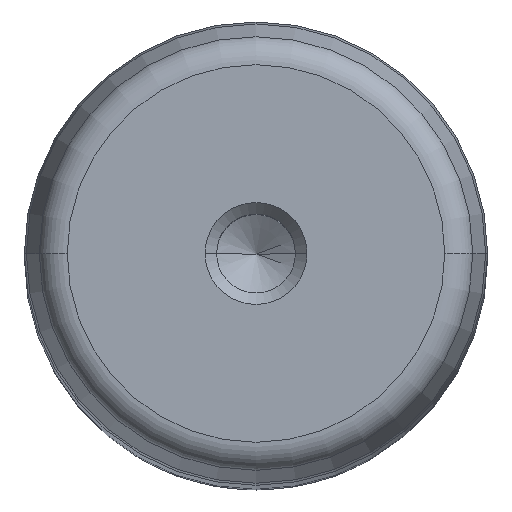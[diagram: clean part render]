
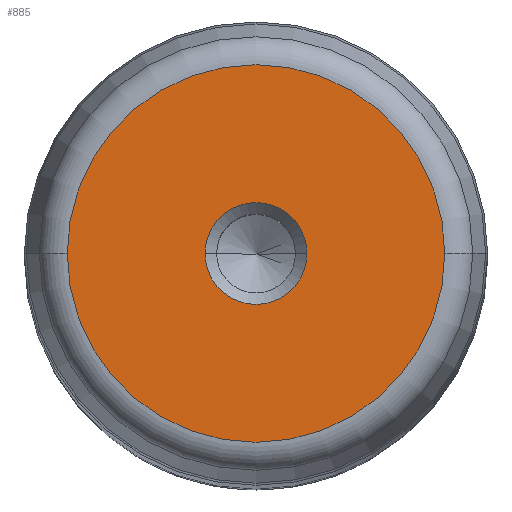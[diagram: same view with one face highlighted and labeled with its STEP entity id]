
A CAD part, top view. The second image highlights one B-rep face of the part: STEP entity #885.
In plain terms, the highlighted planar face has unit normal (0, 0, 1).
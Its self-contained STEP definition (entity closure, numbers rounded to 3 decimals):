
#276 = DIRECTION ( 'NONE',  ( 0., 0., -1. ) ) ;
#367 = ORIENTED_EDGE ( 'NONE', *, *, #816, .T. ) ;
#421 = EDGE_LOOP ( 'NONE', ( #367, #3146 ) ) ;
#559 = PLANE ( 'NONE',  #2110 ) ;
#576 = CARTESIAN_POINT ( 'NONE',  ( 16.299, 0., 250. ) ) ;
#772 = FACE_OUTER_BOUND ( 'NONE', #2924, .T. ) ;
#816 = EDGE_CURVE ( 'NONE', #2634, #3142, #3168, .T. ) ;
#885 = ADVANCED_FACE ( 'NONE', ( #1701, #772 ), #559, .T. ) ;
#977 = AXIS2_PLACEMENT_3D ( 'NONE', #3083, #2592, #1137 ) ;
#1132 = VERTEX_POINT ( 'NONE', #576 ) ;
#1137 = DIRECTION ( 'NONE',  ( -1., 0., 0. ) ) ;
#1171 = CARTESIAN_POINT ( 'NONE',  ( -4.4, 0., 250. ) ) ;
#1207 = DIRECTION ( 'NONE',  ( 1., 0., 0. ) ) ;
#1275 = DIRECTION ( 'NONE',  ( 1., 0., 0. ) ) ;
#1306 = CARTESIAN_POINT ( 'NONE',  ( 0., 0., 250. ) ) ;
#1461 = DIRECTION ( 'NONE',  ( 0., 0., -1. ) ) ;
#1514 = VERTEX_POINT ( 'NONE', #2176 ) ;
#1560 = AXIS2_PLACEMENT_3D ( 'NONE', #2989, #2038, #2763 ) ;
#1590 = EDGE_CURVE ( 'NONE', #3142, #2634, #1776, .T. ) ;
#1701 = FACE_BOUND ( 'NONE', #421, .T. ) ;
#1742 = CARTESIAN_POINT ( 'NONE',  ( 4.4, 0., 250. ) ) ;
#1776 = CIRCLE ( 'NONE', #2544, 4.4 ) ;
#1800 = DIRECTION ( 'NONE',  ( 0., 0., 1. ) ) ;
#2025 = CARTESIAN_POINT ( 'NONE',  ( 0., 0., 250. ) ) ;
#2038 = DIRECTION ( 'NONE',  ( 0., 0., -1. ) ) ;
#2042 = DIRECTION ( 'NONE',  ( 1., 0., 0. ) ) ;
#2110 = AXIS2_PLACEMENT_3D ( 'NONE', #2025, #1800, #2042 ) ;
#2128 = EDGE_CURVE ( 'NONE', #1132, #1514, #2685, .T. ) ;
#2176 = CARTESIAN_POINT ( 'NONE',  ( -16.299, 0., 250. ) ) ;
#2348 = ORIENTED_EDGE ( 'NONE', *, *, #3115, .F. ) ;
#2501 = AXIS2_PLACEMENT_3D ( 'NONE', #1306, #276, #1275 ) ;
#2544 = AXIS2_PLACEMENT_3D ( 'NONE', #2663, #1461, #1207 ) ;
#2592 = DIRECTION ( 'NONE',  ( 0., 0., -1. ) ) ;
#2634 = VERTEX_POINT ( 'NONE', #1742 ) ;
#2663 = CARTESIAN_POINT ( 'NONE',  ( 0., 0., 250. ) ) ;
#2685 = CIRCLE ( 'NONE', #1560, 16.299 ) ;
#2763 = DIRECTION ( 'NONE',  ( -1., 0., 0. ) ) ;
#2779 = ORIENTED_EDGE ( 'NONE', *, *, #2128, .F. ) ;
#2924 = EDGE_LOOP ( 'NONE', ( #2348, #2779 ) ) ;
#2989 = CARTESIAN_POINT ( 'NONE',  ( 0., 0., 250. ) ) ;
#3083 = CARTESIAN_POINT ( 'NONE',  ( 0., 0., 250. ) ) ;
#3115 = EDGE_CURVE ( 'NONE', #1514, #1132, #3172, .T. ) ;
#3142 = VERTEX_POINT ( 'NONE', #1171 ) ;
#3146 = ORIENTED_EDGE ( 'NONE', *, *, #1590, .T. ) ;
#3168 = CIRCLE ( 'NONE', #2501, 4.4 ) ;
#3172 = CIRCLE ( 'NONE', #977, 16.299 ) ;
